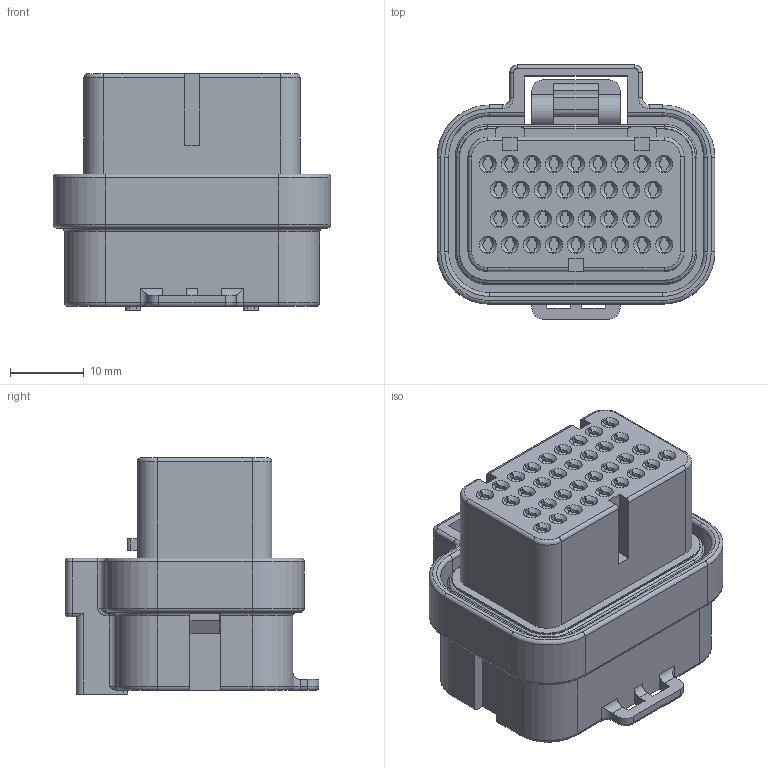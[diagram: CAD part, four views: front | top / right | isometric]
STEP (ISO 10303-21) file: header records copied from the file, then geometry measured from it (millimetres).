
FILE_DESCRIPTION((''),'2;1');
FILE_NAME('C-4-1437290-0','2018-10-16T',('workeradm'),('TE Connectivity Ltd.'),'CREO PARAMETRIC BY PTC INC, 2016050','CREO PARAMETRIC BY PTC INC, 2016050','');
FILE_SCHEMA(('AUTOMOTIVE_DESIGN { 1 0 10303 214 1 1 1 1 }'));
Length unit declared in the file: millimetre
Products named in the file (1): C-4-1437290-0
Bounding box: 37.8 x 34.55 x 32.15 mm (x, y, z)
Volume: 21692 mm3; surface area: 8125.7 mm2
Topology: 1 solids, 1 shells, 812 faces, 2070 edges, 1330 vertices
Faces by surface type: plane 348, cylinder 332, cone 76, torus 53, bspline 3
Entity records: 25377 total; most frequent: CARTESIAN_POINT 5187, DIRECTION 4400, ORIENTED_EDGE 4140, EDGE_CURVE 2070, AXIS2_PLACEMENT_3D 1667, VERTEX_POINT 1330, VECTOR 1066, LINE 1066
